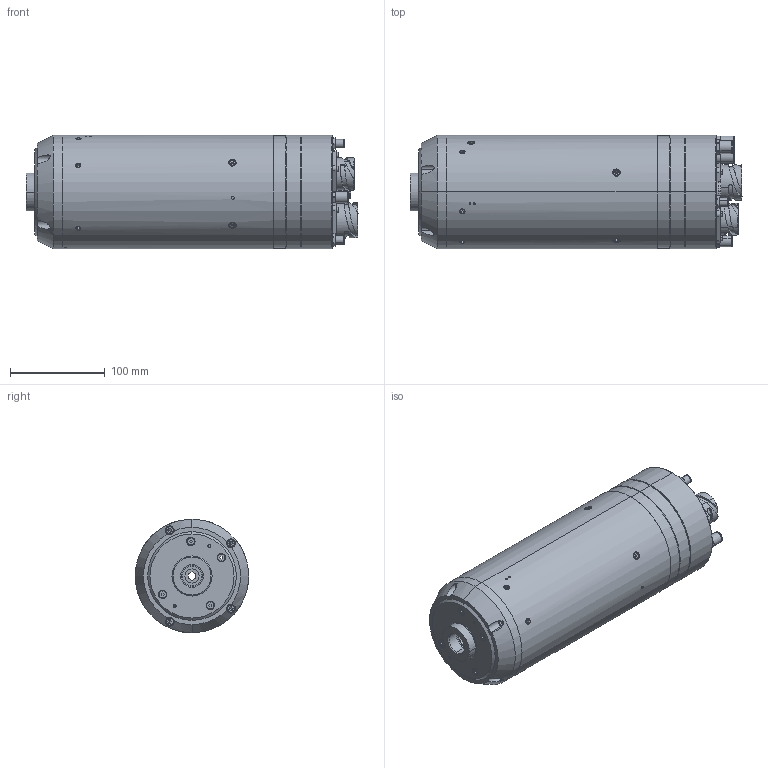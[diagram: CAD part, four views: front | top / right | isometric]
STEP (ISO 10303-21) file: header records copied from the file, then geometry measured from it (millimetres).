
FILE_DESCRIPTION (( 'STEP AP203' ), '1' );
FILE_NAME ('120DI36S-03-.STEP', '2014-09-12T09:00:48', ( '' ), ( '' ), 'SwSTEP 2.0', 'SolidWorks 2014', '' );
FILE_SCHEMA (( 'CONFIG_CONTROL_DESIGN' ));
Length unit declared in the file: millimetre
Products named in the file (1): 120DI36S-03-
Bounding box: 350.95 x 120 x 120 mm (x, y, z)
Surface area: 181897 mm2 (no closed solid volume)
Topology: 0 solids, 99 shells, 832 faces, 2596 edges, 1793 vertices
Faces by surface type: plane 359, cylinder 280, cone 84, bspline 59, torus 50
Entity records: 34449 total; most frequent: CARTESIAN_POINT 11483, DIRECTION 4979, ORIENTED_EDGE 4115, EDGE_CURVE 2558, AXIS2_PLACEMENT_3D 1872, VERTEX_POINT 1793, VECTOR 1235, LINE 1235
